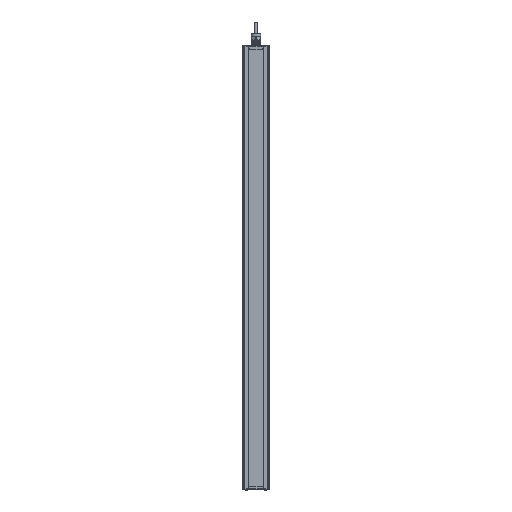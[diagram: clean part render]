
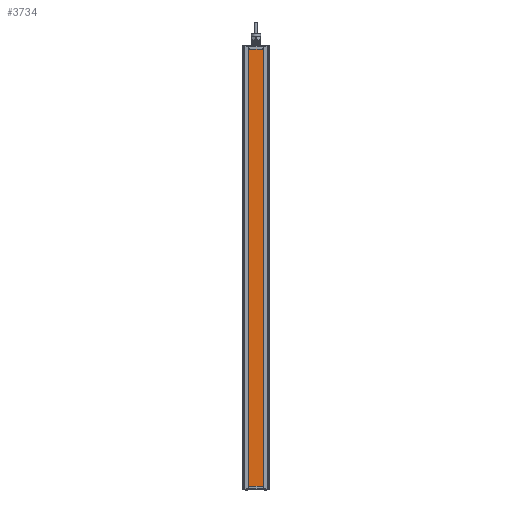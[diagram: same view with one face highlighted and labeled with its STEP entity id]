
A CAD part, front view. The second image highlights one B-rep face of the part: STEP entity #3734.
In plain terms, the highlighted planar face has unit normal (0, -1, 0).
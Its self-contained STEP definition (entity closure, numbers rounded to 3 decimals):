
#3734=ADVANCED_FACE('',(#13085),#13087,.T.);
#13085=FACE_BOUND('',#13086,.T.);
#13086=EDGE_LOOP('',(#37122,#37123,#37124,#37125));
#13087=PLANE('',#13088);
#13088=AXIS2_PLACEMENT_3D('',#13089,#13090,#13091);
#13089=CARTESIAN_POINT('',(1250.771,60.506,122.396));
#13090=DIRECTION('',(0.,-1.,0.));
#13091=DIRECTION('',(0.,0.,1.));
#37122=ORIENTED_EDGE('',*,*,#41698,.T.);
#37123=ORIENTED_EDGE('',*,*,#41699,.T.);
#37124=ORIENTED_EDGE('',*,*,#41700,.F.);
#37125=ORIENTED_EDGE('',*,*,#41696,.F.);
#41696=EDGE_CURVE('',#45497,#45499,#45500,.T.);
#41698=EDGE_CURVE('',#45497,#45502,#45503,.T.);
#41699=EDGE_CURVE('',#45502,#45504,#45505,.T.);
#41700=EDGE_CURVE('',#45499,#45504,#45506,.T.);
#45497=VERTEX_POINT('',#56446);
#45499=VERTEX_POINT('',#56450);
#45500=LINE('',#56451,#56452);
#45502=VERTEX_POINT('',#56457);
#45503=LINE('',#56458,#56459);
#45504=VERTEX_POINT('',#56461);
#45505=LINE('',#56462,#56463);
#45506=LINE('',#56465,#56466);
#56446=CARTESIAN_POINT('',(650.762,60.506,122.396));
#56450=CARTESIAN_POINT('',(-545.229,60.506,122.396));
#56451=CARTESIAN_POINT('',(650.762,60.506,122.396));
#56452=VECTOR('',#56453,1.);
#56453=DIRECTION('',(-1.,0.,0.));
#56457=CARTESIAN_POINT('',(650.762,60.506,173.601));
#56458=CARTESIAN_POINT('',(650.762,60.506,122.396));
#56459=VECTOR('',#56460,1.);
#56460=DIRECTION('',(0.,0.,1.));
#56461=CARTESIAN_POINT('',(-545.229,60.506,173.601));
#56462=CARTESIAN_POINT('',(650.762,60.506,173.601));
#56463=VECTOR('',#56464,1.);
#56464=DIRECTION('',(-1.,0.,0.));
#56465=CARTESIAN_POINT('',(-545.229,60.506,122.396));
#56466=VECTOR('',#56467,1.);
#56467=DIRECTION('',(0.,0.,1.));
